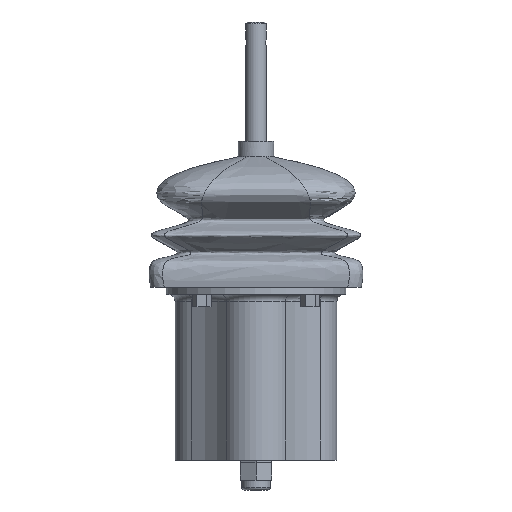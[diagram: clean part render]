
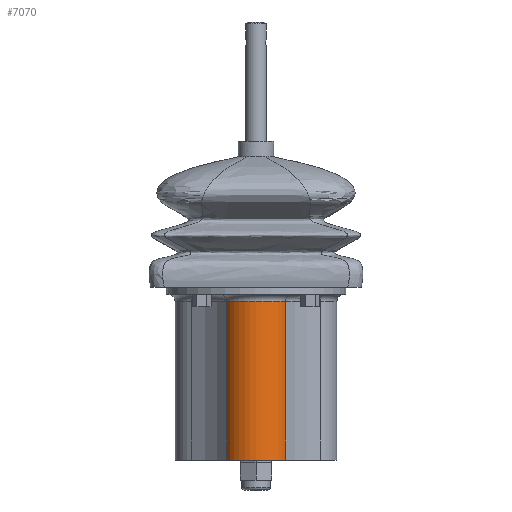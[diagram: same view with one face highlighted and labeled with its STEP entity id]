
A CAD part, front view. The second image highlights one B-rep face of the part: STEP entity #7070.
In plain terms, the highlighted cylindrical face has radius 16.14 mm (diameter 32.28 mm), a partial arc.
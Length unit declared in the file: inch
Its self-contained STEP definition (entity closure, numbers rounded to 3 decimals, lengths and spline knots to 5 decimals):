
#5101=CARTESIAN_POINT('',(-0.54116,-1.18461,0.0));
#5102=VERTEX_POINT('',#5101);
#5103=CARTESIAN_POINT('',(0.54452,-1.18515,0.0));
#5104=VERTEX_POINT('',#5103);
#5105=CARTESIAN_POINT('',(0.00184,-0.85457,0.0));
#5106=DIRECTION('',(0.0,0.0,1.0));
#5107=DIRECTION('',(-0.855,-0.519,0.0));
#5108=AXIS2_PLACEMENT_3D('',#5105,#5106,#5107);
#5109=CIRCLE('',#5108,0.63543);
#5110=EDGE_CURVE('',#5102,#5104,#5109,.T.);
#6807=CARTESIAN_POINT('',(-0.54116,-1.18461,2.92));
#6808=VERTEX_POINT('',#6807);
#6834=CARTESIAN_POINT('',(0.54452,-1.18515,2.92));
#6835=VERTEX_POINT('',#6834);
#6845=CARTESIAN_POINT('',(0.00184,-0.85457,2.92));
#6846=DIRECTION('',(0.0,0.0,1.0));
#6847=DIRECTION('',(0.,-1.,0.0));
#6848=AXIS2_PLACEMENT_3D('',#6845,#6846,#6847);
#6849=CIRCLE('',#6848,0.63543);
#6850=EDGE_CURVE('',#6808,#6835,#6849,.T.);
#7043=CARTESIAN_POINT('',(0.54452,-1.18515,0.0));
#7044=DIRECTION('',(0.0,0.0,1.0));
#7045=VECTOR('',#7044,2.92);
#7046=LINE('',#7043,#7045);
#7047=EDGE_CURVE('',#5104,#6835,#7046,.T.);
#7054=CARTESIAN_POINT('',(0.00184,-0.85457,0.0));
#7055=DIRECTION('',(0.0,0.0,1.0));
#7056=DIRECTION('',(-0.855,-0.519,0.0));
#7057=AXIS2_PLACEMENT_3D('',#7054,#7055,#7056);
#7058=CYLINDRICAL_SURFACE('',#7057,0.63543);
#7059=ORIENTED_EDGE('',*,*,#6850,.F.);
#7060=CARTESIAN_POINT('',(-0.54116,-1.18461,0.0));
#7061=DIRECTION('',(0.0,0.0,1.0));
#7062=VECTOR('',#7061,2.92);
#7063=LINE('',#7060,#7062);
#7064=EDGE_CURVE('',#5102,#6808,#7063,.T.);
#7065=ORIENTED_EDGE('',*,*,#7064,.F.);
#7066=ORIENTED_EDGE('',*,*,#5110,.T.);
#7067=ORIENTED_EDGE('',*,*,#7047,.T.);
#7068=EDGE_LOOP('',(#7059,#7065,#7066,#7067));
#7069=FACE_OUTER_BOUND('',#7068,.T.);
#7070=ADVANCED_FACE('',(#7069),#7058,.T.);
